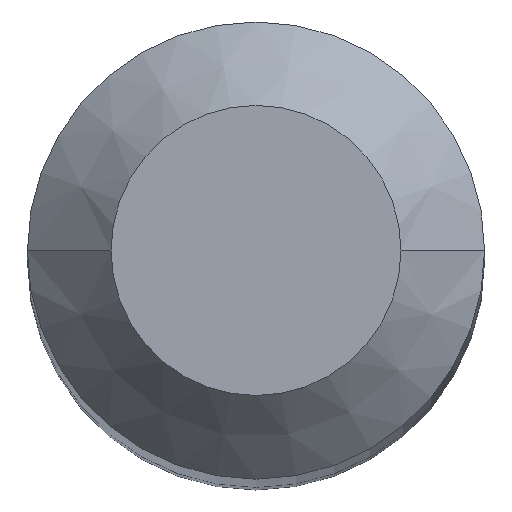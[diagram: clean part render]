
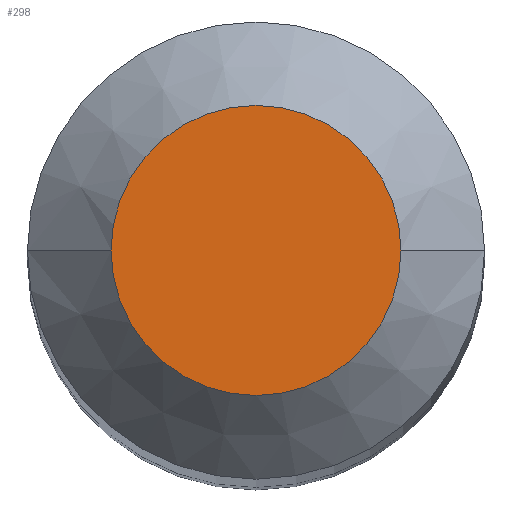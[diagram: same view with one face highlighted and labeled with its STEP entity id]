
A CAD part, top view. The second image highlights one B-rep face of the part: STEP entity #298.
In plain terms, the highlighted planar face has unit normal (0, 0, 1).
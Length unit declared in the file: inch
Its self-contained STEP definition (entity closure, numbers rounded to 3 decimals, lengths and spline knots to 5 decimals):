
#5 = VERTEX_POINT ( 'NONE', #372 ) ;
#12 = AXIS2_PLACEMENT_3D ( 'NONE', #84, #80, #197 ) ;
#21 = CIRCLE ( 'NONE', #281, 0.0347 ) ;
#28 = DIRECTION ( 'NONE',  ( 1., 0., 0. ) ) ;
#50 = CIRCLE ( 'NONE', #374, 0.0347 ) ;
#80 = DIRECTION ( 'NONE',  ( 0., 0., -1. ) ) ;
#84 = CARTESIAN_POINT ( 'NONE',  ( 0., 0.0347, 0. ) ) ;
#87 = DIRECTION ( 'NONE',  ( 0., 0., 1. ) ) ;
#95 = DIRECTION ( 'NONE',  ( 1., 0., 0. ) ) ;
#107 = CARTESIAN_POINT ( 'NONE',  ( 0.0347, 0., 0. ) ) ;
#191 = EDGE_LOOP ( 'NONE', ( #233, #238 ) ) ;
#197 = DIRECTION ( 'NONE',  ( -1., 0., 0. ) ) ;
#225 = FACE_OUTER_BOUND ( 'NONE', #191, .T. ) ;
#233 = ORIENTED_EDGE ( 'NONE', *, *, #386, .T. ) ;
#234 = CARTESIAN_POINT ( 'NONE',  ( 0., 0., 0. ) ) ;
#238 = ORIENTED_EDGE ( 'NONE', *, *, #356, .T. ) ;
#281 = AXIS2_PLACEMENT_3D ( 'NONE', #329, #299, #28 ) ;
#296 = VERTEX_POINT ( 'NONE', #107 ) ;
#298 = ADVANCED_FACE ( 'NONE', ( #225 ), #314, .F. ) ;
#299 = DIRECTION ( 'NONE',  ( 0., 0., 1. ) ) ;
#314 = PLANE ( 'NONE',  #12 ) ;
#329 = CARTESIAN_POINT ( 'NONE',  ( 0., 0., 0. ) ) ;
#356 = EDGE_CURVE ( 'NONE', #296, #5, #50, .T. ) ;
#372 = CARTESIAN_POINT ( 'NONE',  ( -0.0347, 0., 0. ) ) ;
#374 = AXIS2_PLACEMENT_3D ( 'NONE', #234, #87, #95 ) ;
#386 = EDGE_CURVE ( 'NONE', #5, #296, #21, .T. ) ;
